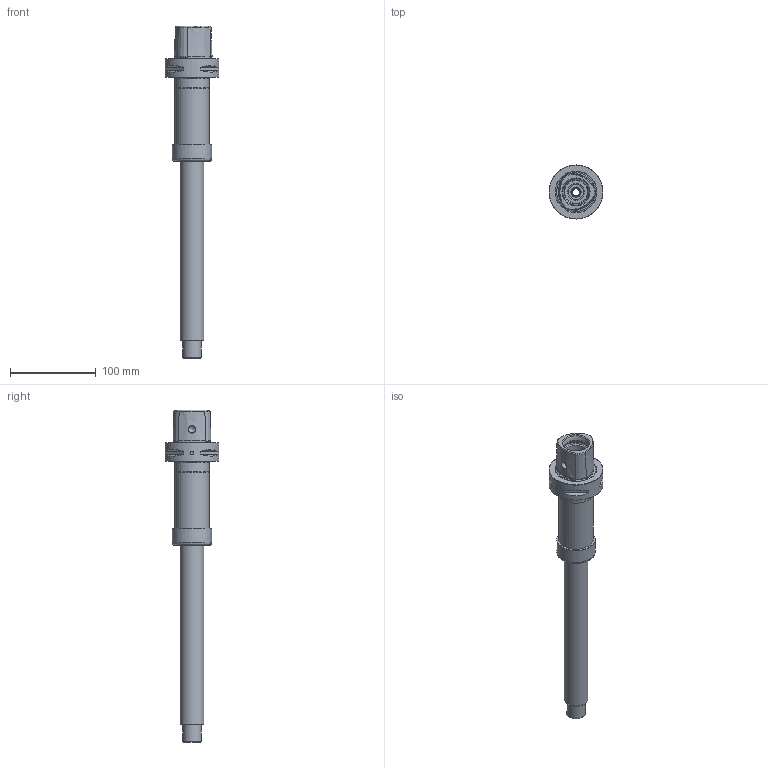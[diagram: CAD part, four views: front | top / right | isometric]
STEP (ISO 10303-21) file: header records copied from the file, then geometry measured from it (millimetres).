
FILE_DESCRIPTION(/* description */ (''),/* implementation_level */ '2;1');
FILE_NAME(/* name */ '888613190.stp',/* time_stamp */ '2021-07-27T13:23:54',/* author */ ('LRA'),/* organization */ ('REGO-FIX'),/* preprocessor_version */ ' Unknown',/* originating_system */ 'SIEMENS PLM Software Solid Edge ST10',/* authorization */ 'Unknown');
FILE_SCHEMA (('AUTOMOTIVE_DESIGN { 1 0 10303 214 2 1 1}'));
Length unit declared in the file: millimetre
Products named in the file (1): NOCUT
Bounding box: 63 x 63 x 387.5 mm (x, y, z)
Volume: 325721 mm3; surface area: 70477.2 mm2
Topology: 1 solids, 3 shells, 160 faces, 366 edges, 223 vertices
Faces by surface type: cone 77, cylinder 34, plane 31, torus 18
Full cylindrical faces by diameter (mm): 4 x1, 8.1 x2, 8.35 x1, 8.376 x1, 10 x1, 10.5 x1, 17.835 x1, 22 x1, 23.8 x1, 24.7 x1, 25 x1, 28 x3, 29 x1, 32 x1, 33 x1, 34 x1, 38.376 x1, 40 x1, 40.05 x1, 40.5 x1, 43.3 x1, 45.65 x1, 63 x1
Entity records: 5124 total; most frequent: CARTESIAN_POINT 863, DIRECTION 670, ORIENTED_EDGE 514, AXIS2_PLACEMENT_3D 305, FACE_BOUND 262, EDGE_LOOP 259, EDGE_CURVE 257, VERTEX_POINT 197
